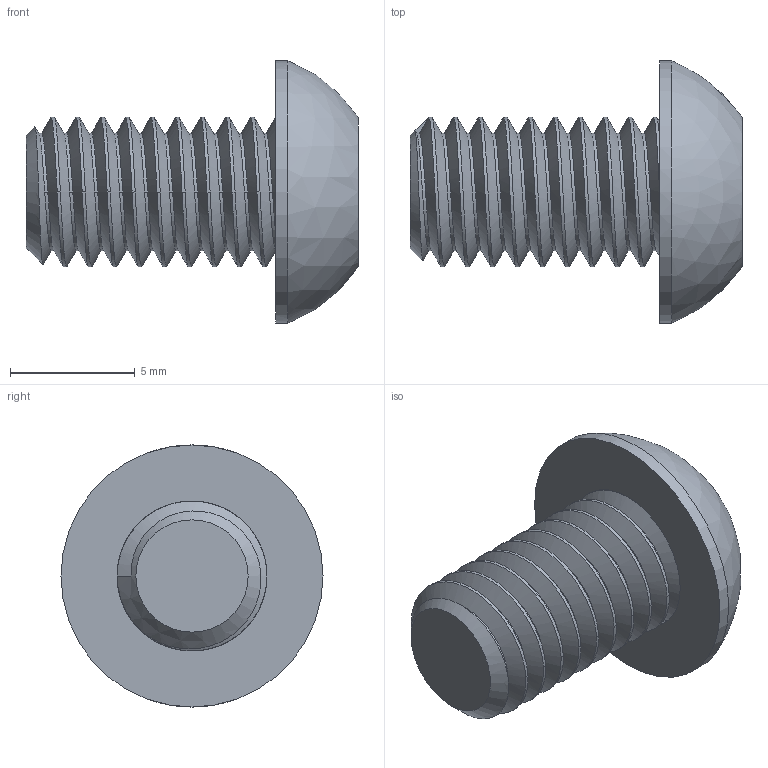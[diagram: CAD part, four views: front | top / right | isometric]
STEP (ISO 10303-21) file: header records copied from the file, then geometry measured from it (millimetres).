
FILE_DESCRIPTION(/* description */ (''),/* implementation_level */ '2;1');
FILE_NAME(/* name */ 'M6x10BHCS-0 v1.step',/* time_stamp */ '2020-09-15T08:20:49-04:00',/* author */ (''),/* organization */ (''),/* preprocessor_version */ 'ST-DEVELOPER v18.1',/* originating_system */ 'Autodesk Translation Framework v9.3.0.1241',/* authorisation */ '');
FILE_SCHEMA (('AUTOMOTIVE_DESIGN { 1 0 10303 214 3 1 1 }'));
Length unit declared in the file: millimetre
Products named in the file (2): M6x10BHCS-0; 92095A224
Assembly tree (1 placements, depth 2):
  M6x10BHCS-0
    92095A224
Bounding box: 13.3 x 10.5 x 10.5 mm (x, y, z)
Volume: 400.4 mm3; surface area: 595.9 mm2
Topology: 1 solids, 1 shells, 48 faces, 114 edges, 71 vertices
Faces by surface type: cylinder 26, plane 12, cone 7, bspline 2, sphere 1
Full cylindrical faces by diameter (mm): 4.701 x10, 6 x9, 10.5 x1
Entity records: 3054 total; most frequent: CARTESIAN_POINT 2033, ORIENTED_EDGE 228, DIRECTION 170, EDGE_CURVE 114, VERTEX_POINT 71, AXIS2_PLACEMENT_3D 63, EDGE_LOOP 51, FACE_OUTER_BOUND 48
